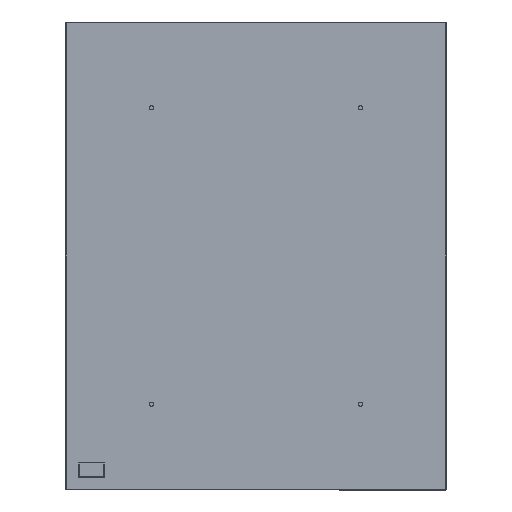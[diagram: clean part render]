
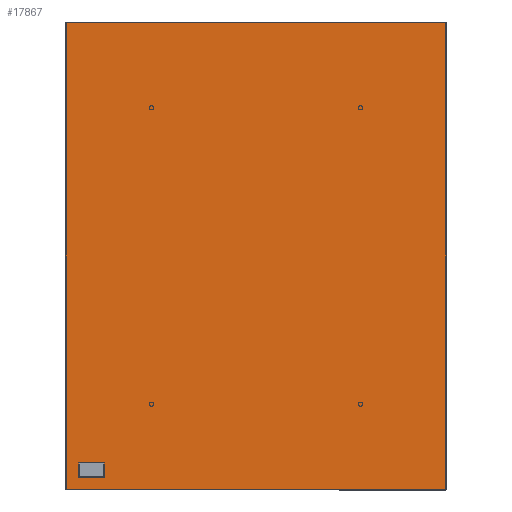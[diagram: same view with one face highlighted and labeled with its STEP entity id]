
A CAD part, left-side view. The second image highlights one B-rep face of the part: STEP entity #17867.
In plain terms, the highlighted planar face has unit normal (-1, 0, 0).
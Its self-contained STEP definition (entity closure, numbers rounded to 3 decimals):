
#17588=CARTESIAN_POINT('',(-1725.361,3537.566,544.869));
#17589=VERTEX_POINT('',#17588);
#17590=CARTESIAN_POINT('',(-1725.361,3537.566,1.131));
#17591=VERTEX_POINT('',#17590);
#17592=CARTESIAN_POINT('',(-1725.361,3537.566,544.869));
#17593=DIRECTION('',(0.0,0.0,-1.0));
#17594=VECTOR('',#17593,543.737);
#17595=LINE('',#17592,#17594);
#17596=EDGE_CURVE('',#17589,#17591,#17595,.T.);
#17628=CARTESIAN_POINT('',(-1725.361,3537.897,0.8));
#17629=VERTEX_POINT('',#17628);
#17630=CARTESIAN_POINT('',(-1725.361,3537.566,1.131));
#17631=DIRECTION('',(0.0,0.707,-0.707));
#17632=VECTOR('',#17631,0.469);
#17633=LINE('',#17630,#17632);
#17634=EDGE_CURVE('',#17591,#17629,#17633,.T.);
#17657=CARTESIAN_POINT('',(-1725.361,3979.634,0.8));
#17658=VERTEX_POINT('',#17657);
#17659=CARTESIAN_POINT('',(-1725.361,3537.897,0.8));
#17660=DIRECTION('',(0.0,1.0,0.0));
#17661=VECTOR('',#17660,441.737);
#17662=LINE('',#17659,#17661);
#17663=EDGE_CURVE('',#17629,#17658,#17662,.T.);
#17683=CARTESIAN_POINT('',(-1725.361,3979.966,1.131));
#17684=VERTEX_POINT('',#17683);
#17685=CARTESIAN_POINT('',(-1725.361,3979.634,0.8));
#17686=DIRECTION('',(0.0,0.707,0.707));
#17687=VECTOR('',#17686,0.469);
#17688=LINE('',#17685,#17687);
#17689=EDGE_CURVE('',#17658,#17684,#17688,.T.);
#17707=CARTESIAN_POINT('',(-1725.361,3979.966,544.869));
#17708=VERTEX_POINT('',#17707);
#17709=CARTESIAN_POINT('',(-1725.361,3979.966,1.131));
#17710=DIRECTION('',(0.0,0.0,1.0));
#17711=VECTOR('',#17710,543.737);
#17712=LINE('',#17709,#17711);
#17713=EDGE_CURVE('',#17684,#17708,#17712,.T.);
#17731=CARTESIAN_POINT('',(-1725.361,3979.634,545.2));
#17732=VERTEX_POINT('',#17731);
#17733=CARTESIAN_POINT('',(-1725.361,3979.966,544.869));
#17734=DIRECTION('',(0.0,-0.707,0.707));
#17735=VECTOR('',#17734,0.469);
#17736=LINE('',#17733,#17735);
#17737=EDGE_CURVE('',#17708,#17732,#17736,.T.);
#17762=CARTESIAN_POINT('',(-1725.361,3537.897,545.2));
#17763=VERTEX_POINT('',#17762);
#17764=CARTESIAN_POINT('',(-1725.361,3979.634,545.2));
#17765=DIRECTION('',(0.0,-1.0,0.0));
#17766=VECTOR('',#17765,441.737);
#17767=LINE('',#17764,#17766);
#17768=EDGE_CURVE('',#17732,#17763,#17767,.T.);
#17791=CARTESIAN_POINT('',(-1725.361,3537.897,545.2));
#17792=DIRECTION('',(0.0,-0.707,-0.707));
#17793=VECTOR('',#17792,0.469);
#17794=LINE('',#17791,#17793);
#17795=EDGE_CURVE('',#17763,#17589,#17794,.T.);
#17852=CARTESIAN_POINT('',(-1725.361,3758.766,0.799));
#17853=DIRECTION('',(-1.0,0.0,0.0));
#17854=DIRECTION('',(0.0,0.0,1.0));
#17855=AXIS2_PLACEMENT_3D('',#17852,#17853,#17854);
#17856=PLANE('',#17855);
#17857=ORIENTED_EDGE('',*,*,#17596,.F.);
#17858=ORIENTED_EDGE('',*,*,#17795,.F.);
#17859=ORIENTED_EDGE('',*,*,#17768,.F.);
#17860=ORIENTED_EDGE('',*,*,#17737,.F.);
#17861=ORIENTED_EDGE('',*,*,#17713,.F.);
#17862=ORIENTED_EDGE('',*,*,#17689,.F.);
#17863=ORIENTED_EDGE('',*,*,#17663,.F.);
#17864=ORIENTED_EDGE('',*,*,#17634,.F.);
#17865=EDGE_LOOP('',(#17857,#17858,#17859,#17860,#17861,#17862,#17863,#17864));
#17866=FACE_OUTER_BOUND('',#17865,.T.);
#17867=ADVANCED_FACE('',(#17866),#17856,.T.);
